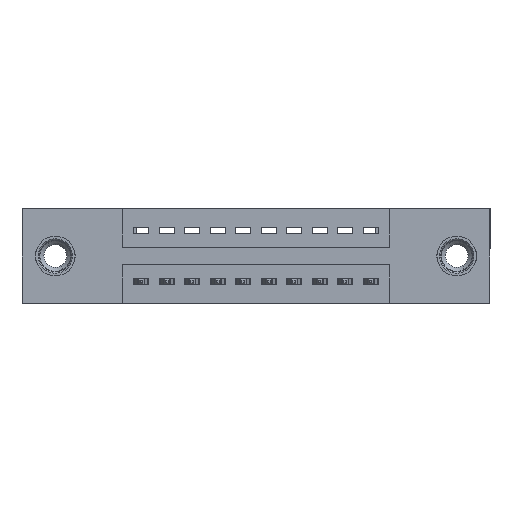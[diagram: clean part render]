
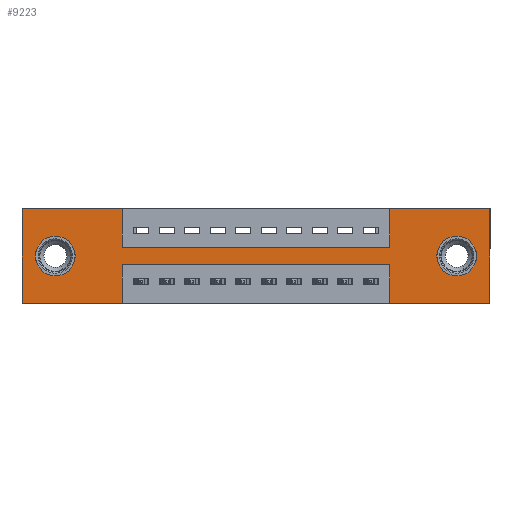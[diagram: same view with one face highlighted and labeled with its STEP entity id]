
A CAD part, front view. The second image highlights one B-rep face of the part: STEP entity #9223.
In plain terms, the highlighted planar face has unit normal (0, -1, 0).
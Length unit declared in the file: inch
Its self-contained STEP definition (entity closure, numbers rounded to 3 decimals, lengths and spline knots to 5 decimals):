
#320 = DIRECTION ( 'NONE',  ( 0., 0., -1. ) ) ;
#422 = DIRECTION ( 'NONE',  ( 0., 0., 1. ) ) ;
#520 = LINE ( 'NONE', #7348, #8923 ) ;
#565 = ORIENTED_EDGE ( 'NONE', *, *, #8514, .F. ) ;
#617 = EDGE_CURVE ( 'NONE', #5075, #14830, #5763, .T. ) ;
#748 = CARTESIAN_POINT ( 'NONE',  ( 0.3925, 0., 0. ) ) ;
#820 = CARTESIAN_POINT ( 'NONE',  ( 0., 0., -0.37 ) ) ;
#926 = LINE ( 'NONE', #10480, #6968 ) ;
#990 = DIRECTION ( 'NONE',  ( 0., 0., 1. ) ) ;
#1113 = EDGE_CURVE ( 'NONE', #11080, #4552, #7535, .T. ) ;
#1159 = CARTESIAN_POINT ( 'NONE',  ( 1.4425, 0., 0. ) ) ;
#1354 = EDGE_CURVE ( 'NONE', #7544, #12236, #926, .T. ) ;
#1432 = DIRECTION ( 'NONE',  ( 0., 1., 0. ) ) ;
#1518 = CARTESIAN_POINT ( 'NONE',  ( 0.13, 0., -0.107 ) ) ;
#1530 = EDGE_CURVE ( 'NONE', #10899, #2417, #12815, .T. ) ;
#1623 = ORIENTED_EDGE ( 'NONE', *, *, #16342, .F. ) ;
#1656 = DIRECTION ( 'NONE',  ( 0., 0., -1. ) ) ;
#1910 = CARTESIAN_POINT ( 'NONE',  ( 0.3925, 0., -0.37 ) ) ;
#2327 = CIRCLE ( 'NONE', #10777, 0.078 ) ;
#2417 = VERTEX_POINT ( 'NONE', #748 ) ;
#2553 = LINE ( 'NONE', #15837, #11995 ) ;
#2643 = EDGE_CURVE ( 'NONE', #13458, #7544, #6719, .T. ) ;
#2671 = CARTESIAN_POINT ( 'NONE',  ( 0.3925, 0., -0.15 ) ) ;
#2703 = LINE ( 'NONE', #1159, #3487 ) ;
#2844 = ORIENTED_EDGE ( 'NONE', *, *, #617, .F. ) ;
#3101 = DIRECTION ( 'NONE',  ( 0., 0., 1. ) ) ;
#3166 = AXIS2_PLACEMENT_3D ( 'NONE', #11671, #1432, #10399 ) ;
#3282 = DIRECTION ( 'NONE',  ( 0., 0., -1. ) ) ;
#3487 = VECTOR ( 'NONE', #990, 39.37008 ) ;
#3502 = ORIENTED_EDGE ( 'NONE', *, *, #1113, .F. ) ;
#3527 = CARTESIAN_POINT ( 'NONE',  ( 1.4425, 0., 0. ) ) ;
#3670 = EDGE_LOOP ( 'NONE', ( #10254, #5040 ) ) ;
#3677 = FACE_OUTER_BOUND ( 'NONE', #11381, .T. ) ;
#3768 = DIRECTION ( 'NONE',  ( 1., 0., 0. ) ) ;
#3788 = ORIENTED_EDGE ( 'NONE', *, *, #14311, .F. ) ;
#3951 = EDGE_CURVE ( 'NONE', #9251, #12216, #14759, .T. ) ;
#4099 = ORIENTED_EDGE ( 'NONE', *, *, #1354, .F. ) ;
#4164 = CARTESIAN_POINT ( 'NONE',  ( 1.4425, 0., -0.22 ) ) ;
#4290 = CARTESIAN_POINT ( 'NONE',  ( 0., 0., 0. ) ) ;
#4365 = LINE ( 'NONE', #4469, #16232 ) ;
#4469 = CARTESIAN_POINT ( 'NONE',  ( 0.3925, 0., 0. ) ) ;
#4552 = VERTEX_POINT ( 'NONE', #12919 ) ;
#4617 = DIRECTION ( 'NONE',  ( 0., 0., 1. ) ) ;
#4636 = EDGE_CURVE ( 'NONE', #12216, #9251, #12910, .T. ) ;
#4637 = VERTEX_POINT ( 'NONE', #6397 ) ;
#4672 = DIRECTION ( 'NONE',  ( 1., 0., 0. ) ) ;
#5034 = CARTESIAN_POINT ( 'NONE',  ( 0., 0., 0. ) ) ;
#5040 = ORIENTED_EDGE ( 'NONE', *, *, #4636, .T. ) ;
#5075 = VERTEX_POINT ( 'NONE', #15618 ) ;
#5238 = ORIENTED_EDGE ( 'NONE', *, *, #1530, .F. ) ;
#5272 = CARTESIAN_POINT ( 'NONE',  ( 1.4425, 0., -0.37 ) ) ;
#5325 = LINE ( 'NONE', #9646, #13605 ) ;
#5763 = LINE ( 'NONE', #2671, #13857 ) ;
#5789 = ORIENTED_EDGE ( 'NONE', *, *, #2643, .F. ) ;
#5831 = ORIENTED_EDGE ( 'NONE', *, *, #8069, .T. ) ;
#6014 = CARTESIAN_POINT ( 'NONE',  ( 0., 0., 0. ) ) ;
#6198 = LINE ( 'NONE', #4290, #9164 ) ;
#6357 = DIRECTION ( 'NONE',  ( -1., 0., 0. ) ) ;
#6397 = CARTESIAN_POINT ( 'NONE',  ( 0., 0., -0.37 ) ) ;
#6570 = CARTESIAN_POINT ( 'NONE',  ( 0.3925, 0., -0.22 ) ) ;
#6642 = DIRECTION ( 'NONE',  ( 1., 0., 0. ) ) ;
#6719 = LINE ( 'NONE', #7841, #13828 ) ;
#6839 = ORIENTED_EDGE ( 'NONE', *, *, #10462, .T. ) ;
#6968 = VECTOR ( 'NONE', #320, 39.37008 ) ;
#7084 = VECTOR ( 'NONE', #13469, 39.37008 ) ;
#7348 = CARTESIAN_POINT ( 'NONE',  ( 1.4425, 0., -0.37 ) ) ;
#7489 = FACE_BOUND ( 'NONE', #12348, .T. ) ;
#7535 = LINE ( 'NONE', #6570, #7559 ) ;
#7544 = VERTEX_POINT ( 'NONE', #10842 ) ;
#7555 = EDGE_CURVE ( 'NONE', #8297, #4637, #2553, .T. ) ;
#7559 = VECTOR ( 'NONE', #6357, 39.37008 ) ;
#7764 = AXIS2_PLACEMENT_3D ( 'NONE', #820, #16259, #9771 ) ;
#7841 = CARTESIAN_POINT ( 'NONE',  ( 0., 0., 0. ) ) ;
#8069 = EDGE_CURVE ( 'NONE', #9393, #13223, #2327, .T. ) ;
#8252 = DIRECTION ( 'NONE',  ( -1., 0., 0. ) ) ;
#8297 = VERTEX_POINT ( 'NONE', #16584 ) ;
#8514 = EDGE_CURVE ( 'NONE', #12236, #12620, #5325, .T. ) ;
#8903 = EDGE_CURVE ( 'NONE', #14830, #13458, #2703, .T. ) ;
#8919 = CARTESIAN_POINT ( 'NONE',  ( 1.835, 0., -0.37 ) ) ;
#8923 = VECTOR ( 'NONE', #4617, 39.37008 ) ;
#9164 = VECTOR ( 'NONE', #422, 39.37008 ) ;
#9223 = ADVANCED_FACE ( 'NONE', ( #14177, #7489, #3677 ), #16209, .T. ) ;
#9251 = VERTEX_POINT ( 'NONE', #11980 ) ;
#9304 = DIRECTION ( 'NONE',  ( 0., 1., 0. ) ) ;
#9393 = VERTEX_POINT ( 'NONE', #13086 ) ;
#9394 = CARTESIAN_POINT ( 'NONE',  ( 0.13, 0., -0.185 ) ) ;
#9406 = ORIENTED_EDGE ( 'NONE', *, *, #9991, .F. ) ;
#9646 = CARTESIAN_POINT ( 'NONE',  ( 0., 0., -0.37 ) ) ;
#9771 = DIRECTION ( 'NONE',  ( 0., 0., -1. ) ) ;
#9939 = VECTOR ( 'NONE', #4672, 39.37008 ) ;
#9991 = EDGE_CURVE ( 'NONE', #4552, #8297, #14754, .T. ) ;
#10254 = ORIENTED_EDGE ( 'NONE', *, *, #3951, .T. ) ;
#10318 = DIRECTION ( 'NONE',  ( 0., 0., -1. ) ) ;
#10399 = DIRECTION ( 'NONE',  ( 0., 0., 1. ) ) ;
#10451 = CIRCLE ( 'NONE', #3166, 0.078 ) ;
#10462 = EDGE_CURVE ( 'NONE', #13223, #9393, #10451, .T. ) ;
#10480 = CARTESIAN_POINT ( 'NONE',  ( 1.835, 0., 0. ) ) ;
#10777 = AXIS2_PLACEMENT_3D ( 'NONE', #9394, #10778, #3101 ) ;
#10778 = DIRECTION ( 'NONE',  ( 0., 1., 0. ) ) ;
#10842 = CARTESIAN_POINT ( 'NONE',  ( 1.835, 0., 0. ) ) ;
#10899 = VERTEX_POINT ( 'NONE', #5034 ) ;
#11080 = VERTEX_POINT ( 'NONE', #4164 ) ;
#11201 = ORIENTED_EDGE ( 'NONE', *, *, #15224, .F. ) ;
#11381 = EDGE_LOOP ( 'NONE', ( #9406, #3502, #1623, #565, #4099, #5789, #15337, #2844, #11201, #5238, #3788, #14656 ) ) ;
#11671 = CARTESIAN_POINT ( 'NONE',  ( 0.13, 0., -0.185 ) ) ;
#11980 = CARTESIAN_POINT ( 'NONE',  ( 1.705, 0., -0.107 ) ) ;
#11995 = VECTOR ( 'NONE', #13313, 39.37008 ) ;
#12216 = VERTEX_POINT ( 'NONE', #14124 ) ;
#12236 = VERTEX_POINT ( 'NONE', #8919 ) ;
#12348 = EDGE_LOOP ( 'NONE', ( #6839, #5831 ) ) ;
#12620 = VERTEX_POINT ( 'NONE', #5272 ) ;
#12815 = LINE ( 'NONE', #6014, #9939 ) ;
#12910 = CIRCLE ( 'NONE', #16075, 0.078 ) ;
#12919 = CARTESIAN_POINT ( 'NONE',  ( 0.3925, 0., -0.22 ) ) ;
#13019 = CARTESIAN_POINT ( 'NONE',  ( 1.705, 0., -0.185 ) ) ;
#13086 = CARTESIAN_POINT ( 'NONE',  ( 0.13, 0., -0.263 ) ) ;
#13223 = VERTEX_POINT ( 'NONE', #1518 ) ;
#13313 = DIRECTION ( 'NONE',  ( -1., 0., 0. ) ) ;
#13458 = VERTEX_POINT ( 'NONE', #3527 ) ;
#13469 = DIRECTION ( 'NONE',  ( 0., 0., -1. ) ) ;
#13605 = VECTOR ( 'NONE', #8252, 39.37008 ) ;
#13654 = AXIS2_PLACEMENT_3D ( 'NONE', #13019, #14324, #10318 ) ;
#13828 = VECTOR ( 'NONE', #3768, 39.37008 ) ;
#13857 = VECTOR ( 'NONE', #6642, 39.37008 ) ;
#14111 = CARTESIAN_POINT ( 'NONE',  ( 1.4425, 0., -0.15 ) ) ;
#14124 = CARTESIAN_POINT ( 'NONE',  ( 1.705, 0., -0.263 ) ) ;
#14177 = FACE_BOUND ( 'NONE', #3670, .T. ) ;
#14311 = EDGE_CURVE ( 'NONE', #4637, #10899, #6198, .T. ) ;
#14324 = DIRECTION ( 'NONE',  ( 0., 1., 0. ) ) ;
#14656 = ORIENTED_EDGE ( 'NONE', *, *, #7555, .F. ) ;
#14754 = LINE ( 'NONE', #1910, #7084 ) ;
#14759 = CIRCLE ( 'NONE', #13654, 0.078 ) ;
#14830 = VERTEX_POINT ( 'NONE', #14111 ) ;
#15224 = EDGE_CURVE ( 'NONE', #2417, #5075, #4365, .T. ) ;
#15337 = ORIENTED_EDGE ( 'NONE', *, *, #8903, .F. ) ;
#15432 = CARTESIAN_POINT ( 'NONE',  ( 1.705, 0., -0.185 ) ) ;
#15618 = CARTESIAN_POINT ( 'NONE',  ( 0.3925, 0., -0.15 ) ) ;
#15837 = CARTESIAN_POINT ( 'NONE',  ( 0., 0., -0.37 ) ) ;
#16075 = AXIS2_PLACEMENT_3D ( 'NONE', #15432, #9304, #1656 ) ;
#16209 = PLANE ( 'NONE',  #7764 ) ;
#16232 = VECTOR ( 'NONE', #3282, 39.37008 ) ;
#16259 = DIRECTION ( 'NONE',  ( 0., -1., 0. ) ) ;
#16342 = EDGE_CURVE ( 'NONE', #12620, #11080, #520, .T. ) ;
#16584 = CARTESIAN_POINT ( 'NONE',  ( 0.3925, 0., -0.37 ) ) ;
